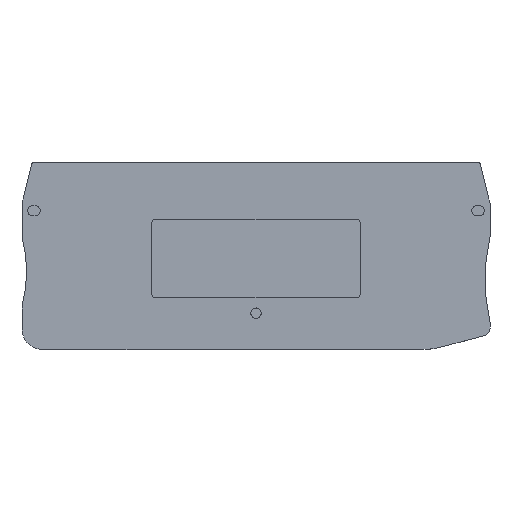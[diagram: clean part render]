
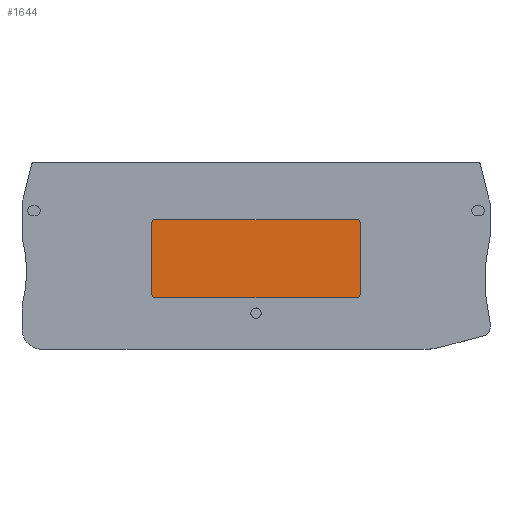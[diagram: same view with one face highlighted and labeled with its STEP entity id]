
A CAD part, top view. The second image highlights one B-rep face of the part: STEP entity #1644.
In plain terms, the highlighted planar face has unit normal (0, 0, 1).
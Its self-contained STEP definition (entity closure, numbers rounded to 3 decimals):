
#369=CARTESIAN_POINT('',(-19.5,24.7,6.2));
#370=DIRECTION('',(0.,0.,1.));
#371=DIRECTION('',(0.,1.,0.));
#372=AXIS2_PLACEMENT_3D('',#369,#370,#371);
#374=DIRECTION('',(-1.,0.,0.));
#375=VECTOR('',#374,39.);
#376=CARTESIAN_POINT('',(19.5,25.2,6.2));
#377=LINE('',#376,#375);
#378=CARTESIAN_POINT('',(19.5,24.7,6.2));
#379=DIRECTION('',(0.,0.,1.));
#380=DIRECTION('',(1.,0.,0.));
#381=AXIS2_PLACEMENT_3D('',#378,#379,#380);
#383=DIRECTION('',(0.,1.,0.));
#384=VECTOR('',#383,14.);
#385=CARTESIAN_POINT('',(20.,10.7,6.2));
#386=LINE('',#385,#384);
#387=CARTESIAN_POINT('',(19.5,10.7,6.2));
#388=DIRECTION('',(0.,0.,1.));
#389=DIRECTION('',(0.,-1.,0.));
#390=AXIS2_PLACEMENT_3D('',#387,#388,#389);
#392=DIRECTION('',(1.,0.,0.));
#393=VECTOR('',#392,39.);
#394=CARTESIAN_POINT('',(-19.5,10.2,6.2));
#395=LINE('',#394,#393);
#396=CARTESIAN_POINT('',(-19.5,10.7,6.2));
#397=DIRECTION('',(0.,0.,1.));
#398=DIRECTION('',(-1.,0.,0.));
#399=AXIS2_PLACEMENT_3D('',#396,#397,#398);
#401=DIRECTION('',(0.,-1.,0.));
#402=VECTOR('',#401,14.);
#403=CARTESIAN_POINT('',(-20.,24.7,6.2));
#404=LINE('',#403,#402);
#1034=CARTESIAN_POINT('',(-19.5,25.2,6.2));
#1035=CARTESIAN_POINT('',(-20.,24.7,6.2));
#1036=VERTEX_POINT('',#1034);
#1037=VERTEX_POINT('',#1035);
#1042=CARTESIAN_POINT('',(-20.,10.7,6.2));
#1043=CARTESIAN_POINT('',(-19.5,10.2,6.2));
#1044=VERTEX_POINT('',#1042);
#1045=VERTEX_POINT('',#1043);
#1050=CARTESIAN_POINT('',(19.5,10.2,6.2));
#1051=CARTESIAN_POINT('',(20.,10.7,6.2));
#1052=VERTEX_POINT('',#1050);
#1053=VERTEX_POINT('',#1051);
#1058=CARTESIAN_POINT('',(20.,24.7,6.2));
#1059=CARTESIAN_POINT('',(19.5,25.2,6.2));
#1060=VERTEX_POINT('',#1058);
#1061=VERTEX_POINT('',#1059);
#1623=CARTESIAN_POINT('',(0.,0.,6.2));
#1624=DIRECTION('',(0.,0.,1.));
#1625=DIRECTION('',(1.,0.,0.));
#1626=AXIS2_PLACEMENT_3D('',#1623,#1624,#1625);
#1627=PLANE('',#1626);
#1628=ORIENTED_EDGE('',*,*,#1614,.F.);
#1630=ORIENTED_EDGE('',*,*,#1629,.F.);
#1632=ORIENTED_EDGE('',*,*,#1631,.F.);
#1634=ORIENTED_EDGE('',*,*,#1633,.F.);
#1636=ORIENTED_EDGE('',*,*,#1635,.F.);
#1638=ORIENTED_EDGE('',*,*,#1637,.F.);
#1640=ORIENTED_EDGE('',*,*,#1639,.F.);
#1641=ORIENTED_EDGE('',*,*,#1601,.F.);
#1642=EDGE_LOOP('',(#1628,#1630,#1632,#1634,#1636,#1638,#1640,#1641));
#1643=FACE_OUTER_BOUND('',#1642,.F.);
#1644=ADVANCED_FACE('',(#1643),#1627,.T.);
#373=CIRCLE('',#372,0.5);
#382=CIRCLE('',#381,0.5);
#391=CIRCLE('',#390,0.5);
#400=CIRCLE('',#399,0.5);
#1601=EDGE_CURVE('',#1037,#1044,#404,.T.);
#1614=EDGE_CURVE('',#1036,#1037,#373,.T.);
#1629=EDGE_CURVE('',#1061,#1036,#377,.T.);
#1631=EDGE_CURVE('',#1060,#1061,#382,.T.);
#1633=EDGE_CURVE('',#1053,#1060,#386,.T.);
#1635=EDGE_CURVE('',#1052,#1053,#391,.T.);
#1637=EDGE_CURVE('',#1045,#1052,#395,.T.);
#1639=EDGE_CURVE('',#1044,#1045,#400,.T.);
